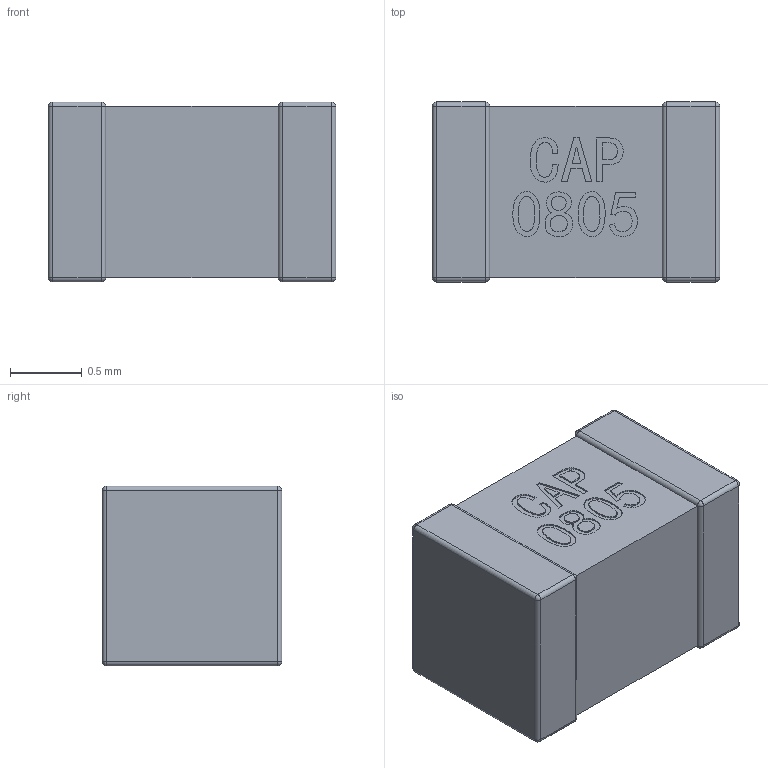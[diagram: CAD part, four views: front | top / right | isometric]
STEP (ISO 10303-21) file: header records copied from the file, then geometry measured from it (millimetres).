
FILE_DESCRIPTION (( 'STEP AP214' ), '1' );
FILE_NAME ('81692DA9-9B25-4AD0-B6FE-73CADC6F7B02.STEP', '2023-05-01T12:52:04', ( '' ), ( '' ), 'SwSTEP 2.0', 'SolidWorks 2022', '' );
FILE_SCHEMA (( 'AUTOMOTIVE_DESIGN' ));
Length unit declared in the file: millimetre
Products named in the file (1): 81692DA9-9B25-4AD0-B6FE-73CADC6F7B02
Bounding box: 2 x 1.25 x 1.25 mm (x, y, z)
Volume: 2.9 mm3; surface area: 12.9 mm2
Topology: 1 solids, 1 shells, 125 faces, 290 edges, 164 vertices
Faces by surface type: plane 54, bspline 31, cylinder 24, sphere 16
Entity records: 8153 total; most frequent: CARTESIAN_POINT 4197, ORIENTED_EDGE 548, DIRECTION 450, EDGE_CURVE 274, VECTOR 164, VERTEX_POINT 164, LINE 164, AXIS2_PLACEMENT_3D 143
